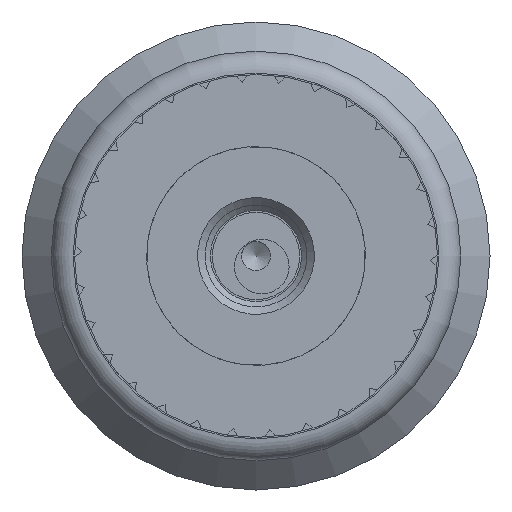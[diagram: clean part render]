
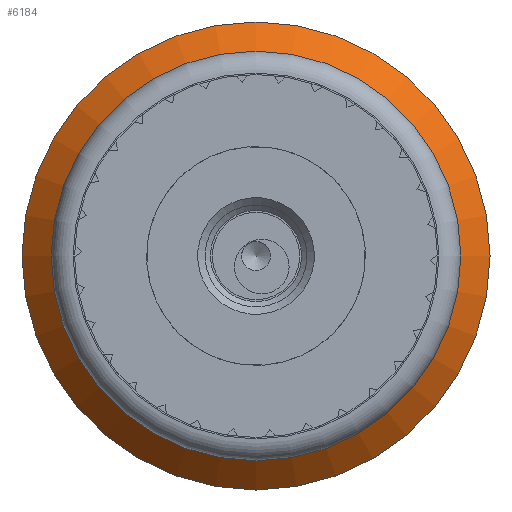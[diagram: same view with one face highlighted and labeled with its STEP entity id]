
A CAD part, left-side view. The second image highlights one B-rep face of the part: STEP entity #6184.
In plain terms, the highlighted conical face has half-angle 45 degrees and reference radius 2.76 mm.
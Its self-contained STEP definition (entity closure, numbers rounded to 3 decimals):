
#261=CONICAL_SURFACE('',#6798,2.76,0.785);
#2232=ORIENTED_EDGE('',*,*,#3561,.F.);
#2233=ORIENTED_EDGE('',*,*,#3560,.F.);
#3560=EDGE_CURVE('',#4301,#4301,#4735,.F.);
#3561=EDGE_CURVE('',#4302,#4302,#4736,.F.);
#4301=VERTEX_POINT('',#10201);
#4302=VERTEX_POINT('',#10204);
#4735=CIRCLE('',#6771,2.81);
#4736=CIRCLE('',#6773,3.21);
#5083=EDGE_LOOP('',(#2232));
#5084=EDGE_LOOP('',(#2233));
#5539=FACE_BOUND('',#5083,.T.);
#5540=FACE_BOUND('',#5084,.T.);
#6184=ADVANCED_FACE('',(#5539,#5540),#261,.T.);
#6771=AXIS2_PLACEMENT_3D('',#10200,#8019,#8020);
#6773=AXIS2_PLACEMENT_3D('',#10203,#8023,#8024);
#6798=AXIS2_PLACEMENT_3D('',#10255,#8078,#8079);
#8019=DIRECTION('',(1.,0.,0.));
#8020=DIRECTION('',(0.,0.,-1.));
#8023=DIRECTION('',(-1.,0.,0.));
#8024=DIRECTION('',(0.,0.,1.));
#8078=DIRECTION('',(1.,0.,0.));
#8079=DIRECTION('',(0.,0.,-1.));
#10200=CARTESIAN_POINT('',(1.05,0.,0.));
#10201=CARTESIAN_POINT('',(1.05,0.,-2.81));
#10203=CARTESIAN_POINT('',(1.45,0.,0.));
#10204=CARTESIAN_POINT('',(1.45,0.,3.21));
#10255=CARTESIAN_POINT('',(1.,0.,0.));
